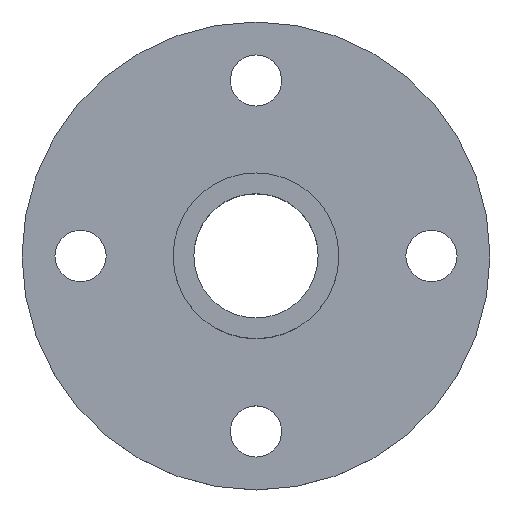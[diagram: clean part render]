
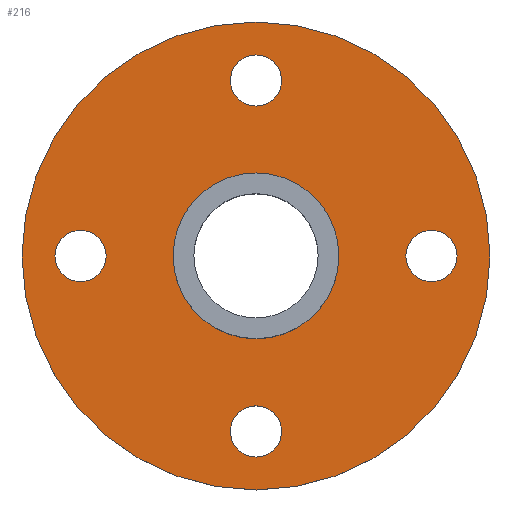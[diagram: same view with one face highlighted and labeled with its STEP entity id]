
A CAD part, top view. The second image highlights one B-rep face of the part: STEP entity #216.
In plain terms, the highlighted planar face has unit normal (0, 0, 1).
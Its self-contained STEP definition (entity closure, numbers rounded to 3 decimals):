
#19=FACE_BOUND('',#64,.T.);
#20=FACE_BOUND('',#65,.T.);
#21=FACE_BOUND('',#66,.T.);
#22=FACE_BOUND('',#67,.T.);
#23=FACE_BOUND('',#68,.T.);
#27=PLANE('',#261);
#45=FACE_OUTER_BOUND('',#63,.T.);
#63=EDGE_LOOP('',(#184));
#64=EDGE_LOOP('',(#185));
#65=EDGE_LOOP('',(#186));
#66=EDGE_LOOP('',(#187));
#67=EDGE_LOOP('',(#188));
#68=EDGE_LOOP('',(#189));
#96=CIRCLE('',#246,5.25);
#98=CIRCLE('',#249,5.25);
#100=CIRCLE('',#252,5.25);
#102=CIRCLE('',#255,5.25);
#105=CIRCLE('',#260,48.);
#106=CIRCLE('',#262,17.);
#113=VERTEX_POINT('',#351);
#115=VERTEX_POINT('',#357);
#117=VERTEX_POINT('',#363);
#119=VERTEX_POINT('',#369);
#122=VERTEX_POINT('',#378);
#123=VERTEX_POINT('',#382);
#131=EDGE_CURVE('',#113,#113,#96,.T.);
#134=EDGE_CURVE('',#115,#115,#98,.T.);
#137=EDGE_CURVE('',#117,#117,#100,.T.);
#140=EDGE_CURVE('',#119,#119,#102,.T.);
#144=EDGE_CURVE('',#122,#122,#105,.T.);
#146=EDGE_CURVE('',#123,#123,#106,.T.);
#184=ORIENTED_EDGE('',*,*,#144,.T.);
#185=ORIENTED_EDGE('',*,*,#146,.F.);
#186=ORIENTED_EDGE('',*,*,#131,.T.);
#187=ORIENTED_EDGE('',*,*,#134,.T.);
#188=ORIENTED_EDGE('',*,*,#137,.T.);
#189=ORIENTED_EDGE('',*,*,#140,.T.);
#216=ADVANCED_FACE('',(#45,#19,#20,#21,#22,#23),#27,.T.);
#246=AXIS2_PLACEMENT_3D('',#352,#283,#284);
#249=AXIS2_PLACEMENT_3D('',#358,#290,#291);
#252=AXIS2_PLACEMENT_3D('',#364,#297,#298);
#255=AXIS2_PLACEMENT_3D('',#370,#304,#305);
#260=AXIS2_PLACEMENT_3D('',#379,#315,#316);
#261=AXIS2_PLACEMENT_3D('',#381,#318,#319);
#262=AXIS2_PLACEMENT_3D('',#383,#320,#321);
#283=DIRECTION('center_axis',(0.,0.,-1.));
#284=DIRECTION('ref_axis',(0.,-1.,0.));
#290=DIRECTION('center_axis',(0.,0.,-1.));
#291=DIRECTION('ref_axis',(-1.,0.,0.));
#297=DIRECTION('center_axis',(0.,0.,-1.));
#298=DIRECTION('ref_axis',(0.,1.,0.));
#304=DIRECTION('center_axis',(0.,0.,-1.));
#305=DIRECTION('ref_axis',(1.,0.,0.));
#315=DIRECTION('center_axis',(0.,0.,1.));
#316=DIRECTION('ref_axis',(1.,0.,0.));
#318=DIRECTION('center_axis',(0.,0.,1.));
#319=DIRECTION('ref_axis',(-1.,0.,0.));
#320=DIRECTION('center_axis',(0.,0.,1.));
#321=DIRECTION('ref_axis',(-1.,0.,0.));
#351=CARTESIAN_POINT('',(-36.,5.25,-5.5));
#352=CARTESIAN_POINT('Origin',(-36.,0.,-5.5));
#357=CARTESIAN_POINT('',(5.25,36.,-5.5));
#358=CARTESIAN_POINT('Origin',(0.,36.,-5.5));
#363=CARTESIAN_POINT('',(36.,-5.25,-5.5));
#364=CARTESIAN_POINT('Origin',(36.,0.,-5.5));
#369=CARTESIAN_POINT('',(-5.25,-36.,-5.5));
#370=CARTESIAN_POINT('Origin',(0.,-36.,-5.5));
#378=CARTESIAN_POINT('',(-48.,0.,-5.5));
#379=CARTESIAN_POINT('Origin',(0.,0.,-5.5));
#381=CARTESIAN_POINT('Origin',(0.,0.,
-5.5));
#382=CARTESIAN_POINT('',(17.,0.,-5.5));
#383=CARTESIAN_POINT('Origin',(0.,0.,-5.5));
